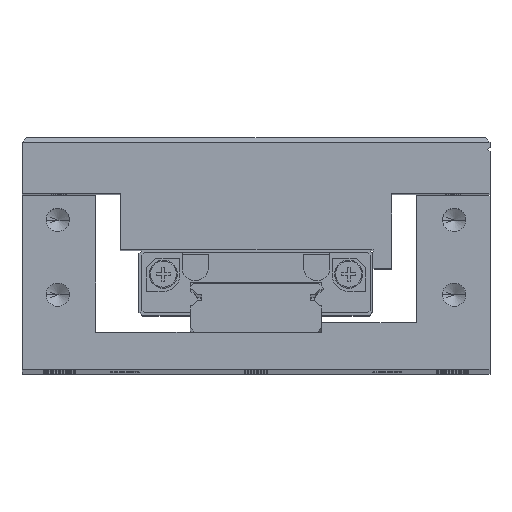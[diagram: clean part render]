
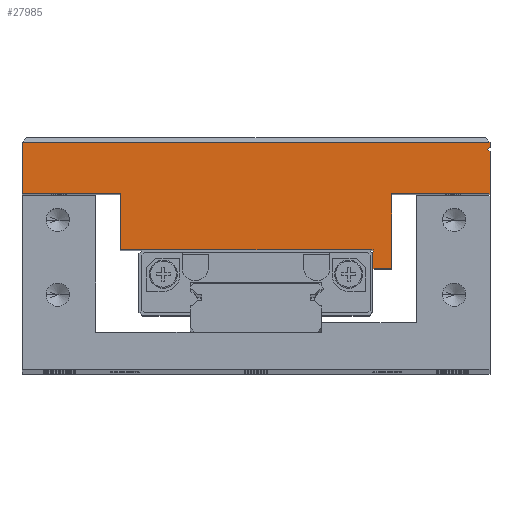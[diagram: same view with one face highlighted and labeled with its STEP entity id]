
A CAD part, top view. The second image highlights one B-rep face of the part: STEP entity #27985.
In plain terms, the highlighted face is planar.
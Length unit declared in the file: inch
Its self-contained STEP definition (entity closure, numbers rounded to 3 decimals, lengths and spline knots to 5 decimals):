
#91 = VECTOR ( 'NONE', #15473, 39.37008 ) ;
#776 = VERTEX_POINT ( 'NONE', #16871 ) ;
#779 = CARTESIAN_POINT ( 'NONE',  ( -1.24016, 0.74803, -1.01083 ) ) ;
#933 = VERTEX_POINT ( 'NONE', #17169 ) ;
#1177 = LINE ( 'NONE', #22709, #19274 ) ;
#1229 = VECTOR ( 'NONE', #23316, 39.37008 ) ;
#1541 = VERTEX_POINT ( 'NONE', #26311 ) ;
#1641 = DIRECTION ( 'NONE',  ( 0.707, 0.707, 0. ) ) ;
#1929 = ORIENTED_EDGE ( 'NONE', *, *, #13490, .T. ) ;
#1939 = ORIENTED_EDGE ( 'NONE', *, *, #7173, .T. ) ;
#1973 = LINE ( 'NONE', #30162, #14380 ) ;
#2393 = EDGE_CURVE ( 'NONE', #19879, #2600, #15760, .T. ) ;
#2436 = DIRECTION ( 'NONE',  ( 0., 1., 0. ) ) ;
#2600 = VERTEX_POINT ( 'NONE', #9745 ) ;
#2688 = VECTOR ( 'NONE', #23598, 39.37008 ) ;
#2900 = VERTEX_POINT ( 'NONE', #26343 ) ;
#3460 = CARTESIAN_POINT ( 'NONE',  ( -0.97441, 0.93504, -1.01083 ) ) ;
#3635 = ORIENTED_EDGE ( 'NONE', *, *, #16921, .T. ) ;
#3748 = LINE ( 'NONE', #13104, #19294 ) ;
#4261 = ORIENTED_EDGE ( 'NONE', *, *, #26562, .T. ) ;
#4398 = LINE ( 'NONE', #8700, #27427 ) ;
#4425 = DIRECTION ( 'NONE',  ( -1., 0., 0. ) ) ;
#4472 = CARTESIAN_POINT ( 'NONE',  ( 0.98425, 0.74803, -1.01083 ) ) ;
#4685 = VERTEX_POINT ( 'NONE', #19682 ) ;
#4897 = VECTOR ( 'NONE', #2436, 39.37008 ) ;
#5004 = ORIENTED_EDGE ( 'NONE', *, *, #12832, .T. ) ;
#5117 = CARTESIAN_POINT ( 'NONE',  ( -1.24016, 0.43307, -1.01083 ) ) ;
#5133 = LINE ( 'NONE', #28533, #2688 ) ;
#5216 = LINE ( 'NONE', #23851, #24980 ) ;
#5581 = LINE ( 'NONE', #6436, #7770 ) ;
#5787 = VECTOR ( 'NONE', #26250, 39.37008 ) ;
#6098 = LINE ( 'NONE', #17631, #91 ) ;
#6345 = CARTESIAN_POINT ( 'NONE',  ( 0.57087, 0.74803, -1.01083 ) ) ;
#6436 = CARTESIAN_POINT ( 'NONE',  ( -1.24016, 0.51181, -1.01083 ) ) ;
#6984 = VECTOR ( 'NONE', #19936, 39.37008 ) ;
#7034 = VECTOR ( 'NONE', #28806, 39.37008 ) ;
#7092 = VERTEX_POINT ( 'NONE', #22856 ) ;
#7150 = LINE ( 'NONE', #24079, #5787 ) ;
#7173 = EDGE_CURVE ( 'NONE', #933, #8415, #5133, .T. ) ;
#7454 = VERTEX_POINT ( 'NONE', #20355 ) ;
#7525 = DIRECTION ( 'NONE',  ( 0., 1., 0. ) ) ;
#7617 = EDGE_LOOP ( 'NONE', ( #5004, #29978, #21939, #29413, #30277, #4261, #1929, #23594, #12703, #28845, #1939, #12398, #24077, #9481, #20766, #3635 ) ) ;
#7687 = LINE ( 'NONE', #779, #10964 ) ;
#7756 = EDGE_CURVE ( 'NONE', #7454, #4685, #7687, .T. ) ;
#7770 = VECTOR ( 'NONE', #22051, 39.37008 ) ;
#8033 = LINE ( 'NONE', #5117, #25030 ) ;
#8277 = VECTOR ( 'NONE', #16074, 39.37008 ) ;
#8415 = VERTEX_POINT ( 'NONE', #26069 ) ;
#8700 = CARTESIAN_POINT ( 'NONE',  ( -0.98425, 0.9252, -1.01083 ) ) ;
#9481 = ORIENTED_EDGE ( 'NONE', *, *, #7756, .F. ) ;
#9745 = CARTESIAN_POINT ( 'NONE',  ( 0.98425, 0.96457, -1.01083 ) ) ;
#10149 = EDGE_CURVE ( 'NONE', #1541, #11458, #11469, .T. ) ;
#10162 = DIRECTION ( 'NONE',  ( 1., 0., 0. ) ) ;
#10964 = VECTOR ( 'NONE', #10162, 39.37008 ) ;
#11458 = VERTEX_POINT ( 'NONE', #19619 ) ;
#11469 = LINE ( 'NONE', #16231, #8277 ) ;
#12398 = ORIENTED_EDGE ( 'NONE', *, *, #18452, .T. ) ;
#12703 = ORIENTED_EDGE ( 'NONE', *, *, #10149, .T. ) ;
#12758 = VERTEX_POINT ( 'NONE', #28461 ) ;
#12832 = EDGE_CURVE ( 'NONE', #17961, #12980, #17769, .T. ) ;
#12980 = VERTEX_POINT ( 'NONE', #18976 ) ;
#13104 = CARTESIAN_POINT ( 'NONE',  ( -0.49213, 0.01969, -1.01083 ) ) ;
#13286 = CARTESIAN_POINT ( 'NONE',  ( -0.97441, 0.93504, -1.01083 ) ) ;
#13490 = EDGE_CURVE ( 'NONE', #7092, #2900, #19549, .T. ) ;
#14380 = VECTOR ( 'NONE', #15818, 39.37008 ) ;
#14490 = DIRECTION ( 'NONE',  ( -1., 0., 0. ) ) ;
#15473 = DIRECTION ( 'NONE',  ( 0., -1., 0. ) ) ;
#15760 = LINE ( 'NONE', #20987, #1229 ) ;
#15818 = DIRECTION ( 'NONE',  ( -1., 0., 0. ) ) ;
#16074 = DIRECTION ( 'NONE',  ( -1., 0., 0. ) ) ;
#16231 = CARTESIAN_POINT ( 'NONE',  ( -1.24016, 0.51181, -1.01083 ) ) ;
#16260 = FACE_OUTER_BOUND ( 'NONE', #7617, .T. ) ;
#16468 = EDGE_CURVE ( 'NONE', #19879, #26981, #1973, .T. ) ;
#16871 = CARTESIAN_POINT ( 'NONE',  ( -0.57087, 0.43307, -1.01083 ) ) ;
#16921 = EDGE_CURVE ( 'NONE', #23180, #17961, #4398, .T. ) ;
#16958 = CARTESIAN_POINT ( 'NONE',  ( -0.98425, 0.9252, -1.01083 ) ) ;
#17061 = EDGE_CURVE ( 'NONE', #776, #4685, #7150, .T. ) ;
#17169 = CARTESIAN_POINT ( 'NONE',  ( -0.49213, 0.49606, -1.01083 ) ) ;
#17546 = EDGE_CURVE ( 'NONE', #2900, #1541, #5581, .T. ) ;
#17631 = CARTESIAN_POINT ( 'NONE',  ( 0.57087, 0.98425, -1.01083 ) ) ;
#17769 = LINE ( 'NONE', #13286, #6984 ) ;
#17937 = DIRECTION ( 'NONE',  ( 1., 0., 0. ) ) ;
#17961 = VERTEX_POINT ( 'NONE', #3460 ) ;
#18452 = EDGE_CURVE ( 'NONE', #8415, #776, #8033, .T. ) ;
#18976 = CARTESIAN_POINT ( 'NONE',  ( -0.98425, 0.94488, -1.01083 ) ) ;
#19274 = VECTOR ( 'NONE', #17937, 39.37008 ) ;
#19294 = VECTOR ( 'NONE', #22517, 39.37008 ) ;
#19549 = LINE ( 'NONE', #28502, #7034 ) ;
#19619 = CARTESIAN_POINT ( 'NONE',  ( -0.49213, 0.51181, -1.01083 ) ) ;
#19682 = CARTESIAN_POINT ( 'NONE',  ( -0.57087, 0.74803, -1.01083 ) ) ;
#19879 = VERTEX_POINT ( 'NONE', #4472 ) ;
#19936 = DIRECTION ( 'NONE',  ( -0.707, 0.707, 0. ) ) ;
#20040 = LINE ( 'NONE', #25530, #4897 ) ;
#20059 = AXIS2_PLACEMENT_3D ( 'NONE', #27371, #20740, #4425 ) ;
#20355 = CARTESIAN_POINT ( 'NONE',  ( -0.98425, 0.74803, -1.01083 ) ) ;
#20740 = DIRECTION ( 'NONE',  ( 0., 0., -1. ) ) ;
#20766 = ORIENTED_EDGE ( 'NONE', *, *, #21423, .T. ) ;
#20987 = CARTESIAN_POINT ( 'NONE',  ( 0.98425, 0.01969, -1.01083 ) ) ;
#21423 = EDGE_CURVE ( 'NONE', #7454, #23180, #20040, .T. ) ;
#21939 = ORIENTED_EDGE ( 'NONE', *, *, #26682, .T. ) ;
#22051 = DIRECTION ( 'NONE',  ( -1., 0., 0. ) ) ;
#22517 = DIRECTION ( 'NONE',  ( 0., 1., 0. ) ) ;
#22709 = CARTESIAN_POINT ( 'NONE',  ( -1.24016, 0.96457, -1.01083 ) ) ;
#22856 = CARTESIAN_POINT ( 'NONE',  ( 0.57087, 0.51181, -1.01083 ) ) ;
#22907 = PLANE ( 'NONE',  #20059 ) ;
#23180 = VERTEX_POINT ( 'NONE', #16958 ) ;
#23316 = DIRECTION ( 'NONE',  ( 0., 1., 0. ) ) ;
#23594 = ORIENTED_EDGE ( 'NONE', *, *, #17546, .T. ) ;
#23598 = DIRECTION ( 'NONE',  ( 0., -1., 0. ) ) ;
#23851 = CARTESIAN_POINT ( 'NONE',  ( -0.98425, 0.01969, -1.01083 ) ) ;
#24077 = ORIENTED_EDGE ( 'NONE', *, *, #17061, .T. ) ;
#24079 = CARTESIAN_POINT ( 'NONE',  ( -0.57087, 0.98425, -1.01083 ) ) ;
#24980 = VECTOR ( 'NONE', #7525, 39.37008 ) ;
#25030 = VECTOR ( 'NONE', #14490, 39.37008 ) ;
#25530 = CARTESIAN_POINT ( 'NONE',  ( -0.98425, 0.98425, -1.01083 ) ) ;
#26069 = CARTESIAN_POINT ( 'NONE',  ( -0.49213, 0.43307, -1.01083 ) ) ;
#26250 = DIRECTION ( 'NONE',  ( 0., 1., 0. ) ) ;
#26311 = CARTESIAN_POINT ( 'NONE',  ( -0.47638, 0.51181, -1.01083 ) ) ;
#26343 = CARTESIAN_POINT ( 'NONE',  ( 0.47638, 0.51181, -1.01083 ) ) ;
#26562 = EDGE_CURVE ( 'NONE', #26981, #7092, #6098, .T. ) ;
#26682 = EDGE_CURVE ( 'NONE', #12758, #2600, #1177, .T. ) ;
#26981 = VERTEX_POINT ( 'NONE', #6345 ) ;
#27110 = EDGE_CURVE ( 'NONE', #933, #11458, #3748, .T. ) ;
#27371 = CARTESIAN_POINT ( 'NONE',  ( -1.24016, 0.98425, -1.01083 ) ) ;
#27427 = VECTOR ( 'NONE', #1641, 39.37008 ) ;
#27787 = EDGE_CURVE ( 'NONE', #12980, #12758, #5216, .T. ) ;
#27985 = ADVANCED_FACE ( 'NONE', ( #16260 ), #22907, .T. ) ;
#28461 = CARTESIAN_POINT ( 'NONE',  ( -0.98425, 0.96457, -1.01083 ) ) ;
#28502 = CARTESIAN_POINT ( 'NONE',  ( -1.24016, 0.51181, -1.01083 ) ) ;
#28533 = CARTESIAN_POINT ( 'NONE',  ( -0.49213, 0.49606, -1.01083 ) ) ;
#28806 = DIRECTION ( 'NONE',  ( -1., 0., 0. ) ) ;
#28845 = ORIENTED_EDGE ( 'NONE', *, *, #27110, .F. ) ;
#29413 = ORIENTED_EDGE ( 'NONE', *, *, #2393, .F. ) ;
#29978 = ORIENTED_EDGE ( 'NONE', *, *, #27787, .T. ) ;
#30162 = CARTESIAN_POINT ( 'NONE',  ( -1.24016, 0.74803, -1.01083 ) ) ;
#30277 = ORIENTED_EDGE ( 'NONE', *, *, #16468, .T. ) ;
